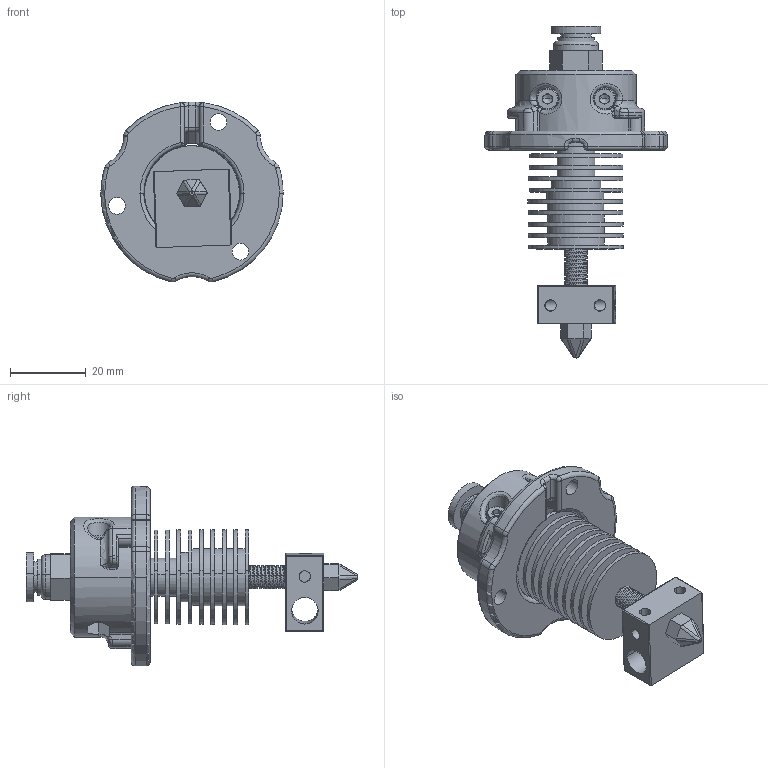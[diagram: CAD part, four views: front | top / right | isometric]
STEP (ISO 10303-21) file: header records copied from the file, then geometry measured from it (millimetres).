
FILE_DESCRIPTION (( 'STEP AP214' ), '1' );
FILE_NAME ('3D Printing head.STEP', '2022-04-01T03:30:01', ( '' ), ( '' ), 'SwSTEP 2.0', 'SolidWorks 2020', '' );
FILE_SCHEMA (( 'AUTOMOTIVE_DESIGN' ));
Length unit declared in the file: millimetre
Products named in the file (9): Base 3D printer; ISO - 4032 - M3 - D - N_Hex nut M3; Throat; Heat Block; Extruder Assembly; J Type Extruder; M3 x 20 Hex Bolt_M3 x 20 Hex Bolt; Extruder Nozzle; 3D Printing head
Assembly tree (10 placements, depth 3):
  3D Printing head
    Base 3D printer
    Extruder Assembly
      J Type Extruder
      Throat
      Heat Block
      Extruder Nozzle
    ISO - 4032 - M3 - D - N_Hex nut M3  x2
    M3 x 20 Hex Bolt_M3 x 20 Hex Bolt  x2
Bounding box: 48 x 87.41 x 47.39 mm (x, y, z)
Volume: 27959.8 mm3; surface area: 25681.5 mm2
Topology: 13 solids, 13 shells, 617 faces, 1501 edges, 924 vertices
Faces by surface type: cylinder 285, plane 171, torus 65, cone 45, bspline 43, sphere 8
Entity records: 24528 total; most frequent: CARTESIAN_POINT 9924, ORIENTED_EDGE 2734, DIRECTION 2627, EDGE_CURVE 1367, AXIS2_PLACEMENT_3D 1079, VERTEX_POINT 855, EDGE_LOOP 630, ADVANCED_FACE 562
